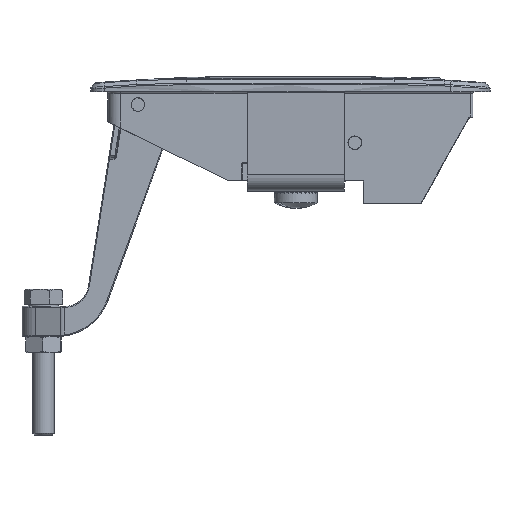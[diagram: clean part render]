
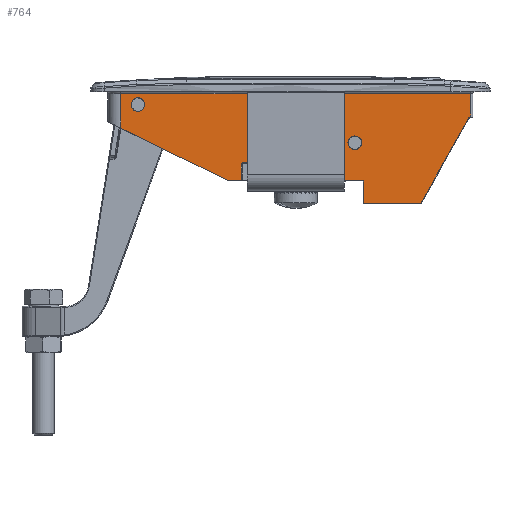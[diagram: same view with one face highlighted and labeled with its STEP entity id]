
A CAD part, front view. The second image highlights one B-rep face of the part: STEP entity #764.
In plain terms, the highlighted planar face has unit normal (0, -1, -0.006).
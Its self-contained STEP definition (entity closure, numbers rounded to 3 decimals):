
#764=ADVANCED_FACE('',(#2197,#2198,#2199),#2200,.T.);
#2197=FACE_OUTER_BOUND('',#10770,.T.);
#2198=FACE_BOUND('',#10771,.T.);
#2199=FACE_BOUND('',#10772,.T.);
#2200=PLANE('',#10773);
#10770=EDGE_LOOP('',(#21142,#21143,#21144,#21145,#21146,#21147,#21148,#21149,#21150,#21151,#21152,#21153,#21154,#21155,#21156,#21157,#21158));
#10771=EDGE_LOOP('',(#21159));
#10772=EDGE_LOOP('',(#21160));
#10773=AXIS2_PLACEMENT_3D('',#21161,#21162,#21163);
#21142=ORIENTED_EDGE('',*,*,#27916,.T.);
#21143=ORIENTED_EDGE('',*,*,#27917,.T.);
#21144=ORIENTED_EDGE('',*,*,#27448,.F.);
#21145=ORIENTED_EDGE('',*,*,#27918,.T.);
#21146=ORIENTED_EDGE('',*,*,#27886,.T.);
#21147=ORIENTED_EDGE('',*,*,#27850,.T.);
#21148=ORIENTED_EDGE('',*,*,#27573,.T.);
#21149=ORIENTED_EDGE('',*,*,#27851,.T.);
#21150=ORIENTED_EDGE('',*,*,#27915,.T.);
#21151=ORIENTED_EDGE('',*,*,#27919,.T.);
#21152=ORIENTED_EDGE('',*,*,#27555,.T.);
#21153=ORIENTED_EDGE('',*,*,#27913,.T.);
#21154=ORIENTED_EDGE('',*,*,#27900,.T.);
#21155=ORIENTED_EDGE('',*,*,#27582,.T.);
#21156=ORIENTED_EDGE('',*,*,#27578,.F.);
#21157=ORIENTED_EDGE('',*,*,#27920,.T.);
#21158=ORIENTED_EDGE('',*,*,#27586,.F.);
#21159=ORIENTED_EDGE('',*,*,#27921,.F.);
#21160=ORIENTED_EDGE('',*,*,#27922,.F.);
#21161=CARTESIAN_POINT('',(-64.982,-12.969,142.037));
#21162=DIRECTION('',(0.0,-1.,-0.006));
#21163=DIRECTION('',(0.0,0.006,-1.));
#27448=EDGE_CURVE('',#30206,#30207,#30208,.T.);
#27555=EDGE_CURVE('',#30386,#30387,#30388,.T.);
#27573=EDGE_CURVE('',#30419,#30417,#30420,.F.);
#27578=EDGE_CURVE('',#30426,#30422,#30428,.T.);
#27582=EDGE_CURVE('',#30432,#30422,#30434,.F.);
#27586=EDGE_CURVE('',#30440,#30441,#30442,.T.);
#27850=EDGE_CURVE('',#30832,#30419,#30835,.T.);
#27851=EDGE_CURVE('',#30417,#30066,#30836,.T.);
#27886=EDGE_CURVE('',#30879,#30832,#30880,.T.);
#27900=EDGE_CURVE('',#30899,#30432,#30900,.T.);
#27913=EDGE_CURVE('',#30387,#30899,#30918,.T.);
#27915=EDGE_CURVE('',#30066,#30404,#30920,.T.);
#27916=EDGE_CURVE('',#30440,#30921,#30922,.F.);
#27917=EDGE_CURVE('',#30921,#30207,#30923,.T.);
#27918=EDGE_CURVE('',#30206,#30879,#30924,.T.);
#27919=EDGE_CURVE('',#30404,#30386,#30925,.T.);
#27920=EDGE_CURVE('',#30426,#30441,#30926,.F.);
#27921=EDGE_CURVE('',#30927,#30927,#30928,.T.);
#27922=EDGE_CURVE('',#30929,#30929,#30930,.T.);
#30066=VERTEX_POINT('',#34688);
#30206=VERTEX_POINT('',#34914);
#30207=VERTEX_POINT('',#34915);
#30208=ELLIPSE('',#34916,0.2,0.2);
#30386=VERTEX_POINT('',#35429);
#30387=VERTEX_POINT('',#35430);
#30388=LINE('',#35431,#35432);
#30404=VERTEX_POINT('',#35449);
#30417=VERTEX_POINT('',#35465);
#30419=VERTEX_POINT('',#35467);
#30420=ELLIPSE('',#35468,0.6,0.6);
#30422=VERTEX_POINT('',#35470);
#30426=VERTEX_POINT('',#35474);
#30428=ELLIPSE('',#35476,0.2,0.2);
#30432=VERTEX_POINT('',#35481);
#30434=LINE('',#35483,#35484);
#30440=VERTEX_POINT('',#35492);
#30441=VERTEX_POINT('',#35493);
#30442=ELLIPSE('',#35494,0.2,0.2);
#30832=VERTEX_POINT('',#37502);
#30835=LINE('',#37506,#37507);
#30836=LINE('',#37508,#37509);
#30879=VERTEX_POINT('',#37672);
#30880=LINE('',#37673,#37674);
#30899=VERTEX_POINT('',#37767);
#30900=LINE('',#37768,#37769);
#30918=LINE('',#37797,#37798);
#30920=LINE('',#37800,#37801);
#30921=VERTEX_POINT('',#37802);
#30922=LINE('',#37803,#37804);
#30923=LINE('',#37805,#37806);
#30924=LINE('',#37807,#37808);
#30925=LINE('',#37809,#37810);
#30926=LINE('',#37811,#37812);
#30927=VERTEX_POINT('',#37813);
#30928=ELLIPSE('',#37814,1.55,1.55);
#30929=VERTEX_POINT('',#37815);
#30930=ELLIPSE('',#37816,1.55,1.55);
#34688=CARTESIAN_POINT('',(42.0,-12.116,-5.901));
#34914=CARTESIAN_POINT('',(17.1,-12.03,-20.801));
#34915=CARTESIAN_POINT('',(16.9,-12.031,-20.601));
#34916=AXIS2_PLACEMENT_3D('',#44392,#44393,#44394);
#35429=CARTESIAN_POINT('',(-39.5,-12.147,-0.497));
#35430=CARTESIAN_POINT('',(-39.5,-12.101,-8.468));
#35431=CARTESIAN_POINT('',(-39.5,-12.11,-7.0));
#35432=VECTOR('',#44553,1.0);
#35449=CARTESIAN_POINT('',(42.0,-12.147,-0.497));
#35465=CARTESIAN_POINT('',(41.993,-12.116,-5.901));
#35467=CARTESIAN_POINT('',(41.47,-12.114,-6.207));
#35468=AXIS2_PLACEMENT_3D('',#44597,#44598,#44599);
#35470=CARTESIAN_POINT('',(-11.45,-12.053,-16.801));
#35474=CARTESIAN_POINT('',(-11.25,-12.054,-16.601));
#35476=AXIS2_PLACEMENT_3D('',#44612,#44613,#44614);
#35481=CARTESIAN_POINT('',(-11.45,-12.031,-20.7));
#35483=CARTESIAN_POINT('',(-11.45,-12.054,-16.7));
#35484=VECTOR('',#44622,1.0);
#35492=CARTESIAN_POINT('',(-6.188,-12.053,-16.732));
#35493=CARTESIAN_POINT('',(-6.376,-12.054,-16.601));
#35494=AXIS2_PLACEMENT_3D('',#44628,#44629,#44630);
#37502=CARTESIAN_POINT('',(30.386,-12.0,-26.0));
#37506=CARTESIAN_POINT('',(79.255,-12.503,61.267));
#37507=VECTOR('',#44968,1.0);
#37508=CARTESIAN_POINT('',(-64.982,-12.116,-5.901));
#37509=VECTOR('',#44969,1.0);
#37672=CARTESIAN_POINT('',(17.1,-12.0,-26.0));
#37673=CARTESIAN_POINT('',(17.0,-12.0,-26.0));
#37674=VECTOR('',#45007,1.0);
#37767=CARTESIAN_POINT('',(-14.5,-12.031,-20.7));
#37768=CARTESIAN_POINT('',(-14.5,-12.031,-20.7));
#37769=VECTOR('',#45018,1.0);
#37797=CARTESIAN_POINT('',(-42.5,-12.11,-7.));
#37798=VECTOR('',#45035,1.0);
#37800=CARTESIAN_POINT('',(42.0,-12.15,0.));
#37801=VECTOR('',#45039,1.0);
#37802=CARTESIAN_POINT('',(-4.78,-12.031,-20.601));
#37803=CARTESIAN_POINT('',(-4.756,-12.031,-20.666));
#37804=VECTOR('',#45040,1.0);
#37805=CARTESIAN_POINT('',(17.0,-12.031,-20.601));
#37806=VECTOR('',#45041,1.0);
#37807=CARTESIAN_POINT('',(17.1,-12.0,-26.0));
#37808=VECTOR('',#45042,1.0);
#37809=CARTESIAN_POINT('',(-64.982,-12.147,-0.497));
#37810=VECTOR('',#45043,1.0);
#37811=CARTESIAN_POINT('',(-6.306,-12.054,-16.601));
#37812=VECTOR('',#45044,1.0);
#37813=CARTESIAN_POINT('',(15.0,-12.09,-10.35));
#37814=AXIS2_PLACEMENT_3D('',#45045,#45046,#45047);
#37815=CARTESIAN_POINT('',(-35.5,-12.142,-1.45));
#37816=AXIS2_PLACEMENT_3D('',#45048,#45049,#45050);
#44392=CARTESIAN_POINT('',(16.9,-12.03,-20.801));
#44393=DIRECTION('',(0.0,-1.,-0.006));
#44394=DIRECTION('',(0.0,-0.006,1.));
#44553=DIRECTION('',(0.,0.006,-1.));
#44597=CARTESIAN_POINT('',(41.993,-12.112,-6.501));
#44598=DIRECTION('',(0.0,-1.,-0.006));
#44599=DIRECTION('',(0.0,-0.006,1.));
#44612=CARTESIAN_POINT('',(-11.25,-12.053,-16.801));
#44613=DIRECTION('',(0.0,-1.,-0.006));
#44614=DIRECTION('',(0.,0.006,-1.));
#44622=DIRECTION('',(0.,0.006,-1.));
#44628=CARTESIAN_POINT('',(-6.376,-12.053,-16.801));
#44629=DIRECTION('',(0.0,-1.,-0.006));
#44630=DIRECTION('',(0.,-0.006,1.));
#44968=DIRECTION('',(0.489,-0.005,0.872));
#44969=DIRECTION('',(1.0,0.0,0.0));
#45007=DIRECTION('',(1.0,0.,0.));
#45018=DIRECTION('',(1.0,0.,0.));
#45035=DIRECTION('',(0.898,0.003,-0.439));
#45039=DIRECTION('',(0.,-0.006,1.));
#45040=DIRECTION('',(-0.342,-0.005,0.94));
#45041=DIRECTION('',(1.0,0.,0.));
#45042=DIRECTION('',(0.,0.006,-1.));
#45043=DIRECTION('',(-1.0,0.0,0.0));
#45044=DIRECTION('',(-1.0,0.0,0.0));
#45045=CARTESIAN_POINT('',(15.0,-12.081,-11.9));
#45046=DIRECTION('',(0.0,-1.,-0.006));
#45047=DIRECTION('',(0.0,-0.006,1.));
#45048=CARTESIAN_POINT('',(-35.5,-12.133,-3.0));
#45049=DIRECTION('',(0.0,-1.,-0.006));
#45050=DIRECTION('',(0.0,-0.006,1.));
